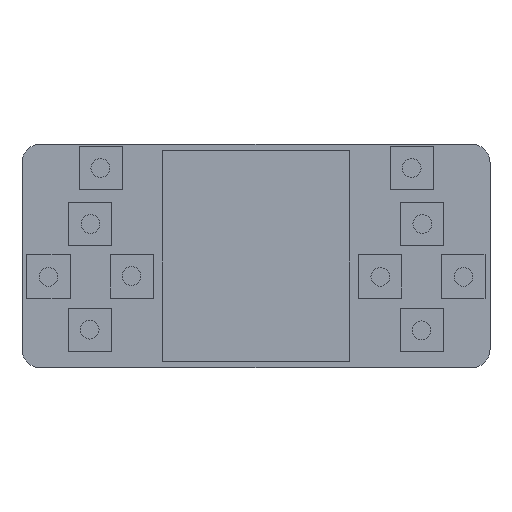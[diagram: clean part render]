
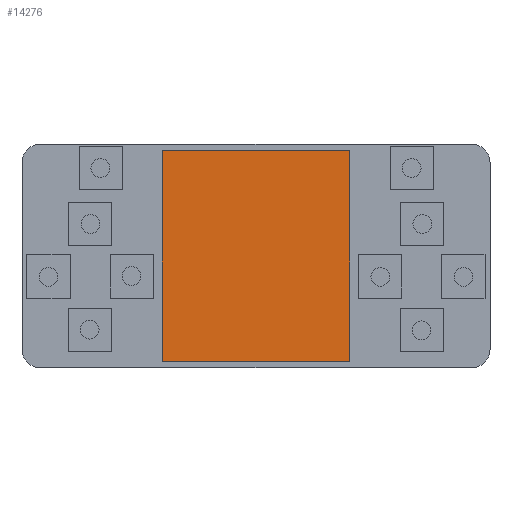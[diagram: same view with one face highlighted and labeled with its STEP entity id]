
A CAD part, top view. The second image highlights one B-rep face of the part: STEP entity #14276.
In plain terms, the highlighted planar face has unit normal (0, 0, 1).
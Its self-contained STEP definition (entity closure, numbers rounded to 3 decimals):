
#13962 = VERTEX_POINT('',#13963);
#13963 = CARTESIAN_POINT('',(13.052,14.626,0.425));
#13970 = PLANE('',#13971);
#13971 = AXIS2_PLACEMENT_3D('',#13972,#13973,#13974);
#13972 = CARTESIAN_POINT('',(13.052,14.626,0.));
#13973 = DIRECTION('',(1.,0.,0.));
#13974 = DIRECTION('',(0.,-1.,0.));
#13982 = PLANE('',#13983);
#13983 = AXIS2_PLACEMENT_3D('',#13984,#13985,#13986);
#13984 = CARTESIAN_POINT('',(-13.052,14.626,0.));
#13985 = DIRECTION('',(0.,1.,0.));
#13986 = DIRECTION('',(1.,0.,0.));
#13994 = EDGE_CURVE('',#13962,#13995,#13997,.T.);
#13995 = VERTEX_POINT('',#13996);
#13996 = CARTESIAN_POINT('',(13.052,-14.626,0.425));
#13997 = SURFACE_CURVE('',#13998,(#14002,#14009),.PCURVE_S1.);
#13998 = LINE('',#13999,#14000);
#13999 = CARTESIAN_POINT('',(13.052,14.626,0.425));
#14000 = VECTOR('',#14001,1.);
#14001 = DIRECTION('',(0.,-1.,0.));
#14002 = PCURVE('',#13970,#14003);
#14003 = DEFINITIONAL_REPRESENTATION('',(#14004),#14008);
#14004 = LINE('',#14005,#14006);
#14005 = CARTESIAN_POINT('',(0.,-0.425));
#14006 = VECTOR('',#14007,1.);
#14007 = DIRECTION('',(1.,0.));
#14008 = ( GEOMETRIC_REPRESENTATION_CONTEXT(2) 
PARAMETRIC_REPRESENTATION_CONTEXT() REPRESENTATION_CONTEXT('2D SPACE',''
  ) );
#14009 = PCURVE('',#14010,#14015);
#14010 = PLANE('',#14011);
#14011 = AXIS2_PLACEMENT_3D('',#14012,#14013,#14014);
#14012 = CARTESIAN_POINT('',(13.052,14.626,0.425));
#14013 = DIRECTION('',(0.,0.,1.));
#14014 = DIRECTION('',(1.,0.,0.));
#14015 = DEFINITIONAL_REPRESENTATION('',(#14016),#14020);
#14016 = LINE('',#14017,#14018);
#14017 = CARTESIAN_POINT('',(0.,0.));
#14018 = VECTOR('',#14019,1.);
#14019 = DIRECTION('',(0.,-1.));
#14020 = ( GEOMETRIC_REPRESENTATION_CONTEXT(2) 
PARAMETRIC_REPRESENTATION_CONTEXT() REPRESENTATION_CONTEXT('2D SPACE',''
  ) );
#14038 = PLANE('',#14039);
#14039 = AXIS2_PLACEMENT_3D('',#14040,#14041,#14042);
#14040 = CARTESIAN_POINT('',(13.052,-14.626,0.));
#14041 = DIRECTION('',(0.,-1.,0.));
#14042 = DIRECTION('',(-1.,0.,0.));
#14080 = EDGE_CURVE('',#13995,#14081,#14083,.T.);
#14081 = VERTEX_POINT('',#14082);
#14082 = CARTESIAN_POINT('',(-13.052,-14.626,0.425));
#14083 = SURFACE_CURVE('',#14084,(#14088,#14095),.PCURVE_S1.);
#14084 = LINE('',#14085,#14086);
#14085 = CARTESIAN_POINT('',(13.052,-14.626,0.425));
#14086 = VECTOR('',#14087,1.);
#14087 = DIRECTION('',(-1.,0.,0.));
#14088 = PCURVE('',#14038,#14089);
#14089 = DEFINITIONAL_REPRESENTATION('',(#14090),#14094);
#14090 = LINE('',#14091,#14092);
#14091 = CARTESIAN_POINT('',(0.,-0.425));
#14092 = VECTOR('',#14093,1.);
#14093 = DIRECTION('',(1.,0.));
#14094 = ( GEOMETRIC_REPRESENTATION_CONTEXT(2) 
PARAMETRIC_REPRESENTATION_CONTEXT() REPRESENTATION_CONTEXT('2D SPACE',''
  ) );
#14095 = PCURVE('',#14010,#14096);
#14096 = DEFINITIONAL_REPRESENTATION('',(#14097),#14101);
#14097 = LINE('',#14098,#14099);
#14098 = CARTESIAN_POINT('',(0.,-29.252));
#14099 = VECTOR('',#14100,1.);
#14100 = DIRECTION('',(-1.,0.));
#14101 = ( GEOMETRIC_REPRESENTATION_CONTEXT(2) 
PARAMETRIC_REPRESENTATION_CONTEXT() REPRESENTATION_CONTEXT('2D SPACE',''
  ) );
#14119 = PLANE('',#14120);
#14120 = AXIS2_PLACEMENT_3D('',#14121,#14122,#14123);
#14121 = CARTESIAN_POINT('',(-13.052,-14.626,0.));
#14122 = DIRECTION('',(-1.,0.,0.));
#14123 = DIRECTION('',(0.,1.,0.));
#14156 = EDGE_CURVE('',#14081,#14157,#14159,.T.);
#14157 = VERTEX_POINT('',#14158);
#14158 = CARTESIAN_POINT('',(-13.052,14.626,0.425));
#14159 = SURFACE_CURVE('',#14160,(#14164,#14171),.PCURVE_S1.);
#14160 = LINE('',#14161,#14162);
#14161 = CARTESIAN_POINT('',(-13.052,-14.626,0.425));
#14162 = VECTOR('',#14163,1.);
#14163 = DIRECTION('',(0.,1.,0.));
#14164 = PCURVE('',#14119,#14165);
#14165 = DEFINITIONAL_REPRESENTATION('',(#14166),#14170);
#14166 = LINE('',#14167,#14168);
#14167 = CARTESIAN_POINT('',(0.,-0.425));
#14168 = VECTOR('',#14169,1.);
#14169 = DIRECTION('',(1.,0.));
#14170 = ( GEOMETRIC_REPRESENTATION_CONTEXT(2) 
PARAMETRIC_REPRESENTATION_CONTEXT() REPRESENTATION_CONTEXT('2D SPACE',''
  ) );
#14171 = PCURVE('',#14010,#14172);
#14172 = DEFINITIONAL_REPRESENTATION('',(#14173),#14177);
#14173 = LINE('',#14174,#14175);
#14174 = CARTESIAN_POINT('',(-26.103,-29.252));
#14175 = VECTOR('',#14176,1.);
#14176 = DIRECTION('',(0.,1.));
#14177 = ( GEOMETRIC_REPRESENTATION_CONTEXT(2) 
PARAMETRIC_REPRESENTATION_CONTEXT() REPRESENTATION_CONTEXT('2D SPACE',''
  ) );
#14227 = EDGE_CURVE('',#14157,#13962,#14228,.T.);
#14228 = SURFACE_CURVE('',#14229,(#14233,#14240),.PCURVE_S1.);
#14229 = LINE('',#14230,#14231);
#14230 = CARTESIAN_POINT('',(-13.052,14.626,0.425));
#14231 = VECTOR('',#14232,1.);
#14232 = DIRECTION('',(1.,0.,0.));
#14233 = PCURVE('',#13982,#14234);
#14234 = DEFINITIONAL_REPRESENTATION('',(#14235),#14239);
#14235 = LINE('',#14236,#14237);
#14236 = CARTESIAN_POINT('',(0.,-0.425));
#14237 = VECTOR('',#14238,1.);
#14238 = DIRECTION('',(1.,0.));
#14239 = ( GEOMETRIC_REPRESENTATION_CONTEXT(2) 
PARAMETRIC_REPRESENTATION_CONTEXT() REPRESENTATION_CONTEXT('2D SPACE',''
  ) );
#14240 = PCURVE('',#14010,#14241);
#14241 = DEFINITIONAL_REPRESENTATION('',(#14242),#14246);
#14242 = LINE('',#14243,#14244);
#14243 = CARTESIAN_POINT('',(-26.103,0.));
#14244 = VECTOR('',#14245,1.);
#14245 = DIRECTION('',(1.,0.));
#14246 = ( GEOMETRIC_REPRESENTATION_CONTEXT(2) 
PARAMETRIC_REPRESENTATION_CONTEXT() REPRESENTATION_CONTEXT('2D SPACE',''
  ) );
#14276 = ADVANCED_FACE('',(#14277),#14010,.T.);
#14277 = FACE_BOUND('',#14278,.F.);
#14278 = EDGE_LOOP('',(#14279,#14280,#14281,#14282));
#14279 = ORIENTED_EDGE('',*,*,#13994,.T.);
#14280 = ORIENTED_EDGE('',*,*,#14080,.T.);
#14281 = ORIENTED_EDGE('',*,*,#14156,.T.);
#14282 = ORIENTED_EDGE('',*,*,#14227,.T.);
